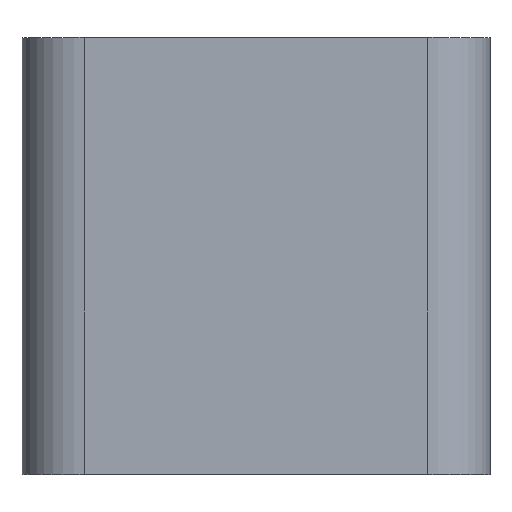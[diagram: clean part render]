
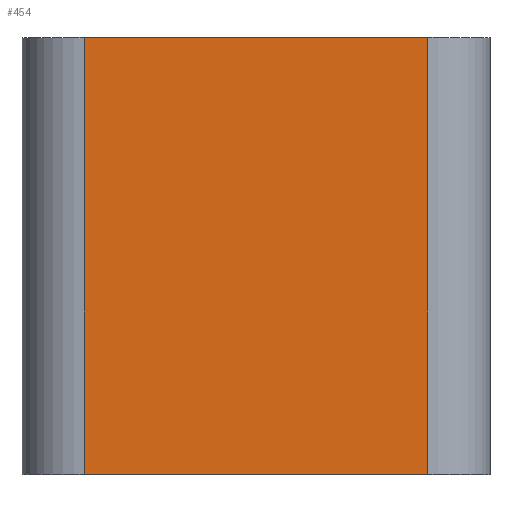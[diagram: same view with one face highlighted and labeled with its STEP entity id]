
A CAD part, top view. The second image highlights one B-rep face of the part: STEP entity #454.
In plain terms, the highlighted planar face has unit normal (0, 0, 1).
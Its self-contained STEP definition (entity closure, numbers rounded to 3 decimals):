
#248=CARTESIAN_POINT('Line Origine',(5.5,7.,3.75)) ;
#252=CARTESIAN_POINT('Vertex',(5.5,0.,3.75)) ;
#254=CARTESIAN_POINT('Vertex',(5.5,14.,3.75)) ;
#301=CARTESIAN_POINT('Vertex',(-5.5,0.,3.75)) ;
#304=CARTESIAN_POINT('Line Origine',(-5.5,7.,3.75)) ;
#308=CARTESIAN_POINT('Vertex',(-5.5,14.,3.75)) ;
#357=CARTESIAN_POINT('Line Origine',(0.,14.,3.75)) ;
#438=CARTESIAN_POINT('Axis2P3D Location',(5.5,0.,3.75)) ;
#443=CARTESIAN_POINT('Line Origine',(0.,0.,3.75)) ;
#249=DIRECTION('Vector Direction',(0.,1.,0.)) ;
#305=DIRECTION('Vector Direction',(0.,1.,0.)) ;
#358=DIRECTION('Vector Direction',(-1.,0.,0.)) ;
#439=DIRECTION('Axis2P3D Direction',(0.,0.,-1.)) ;
#440=DIRECTION('Axis2P3D XDirection',(-1.,0.,0.)) ;
#444=DIRECTION('Vector Direction',(-1.,0.,0.)) ;
#441=AXIS2_PLACEMENT_3D('Plane Axis2P3D',#438,#439,#440) ;
#449=ORIENTED_EDGE('',*,*,#310,.F.) ;
#450=ORIENTED_EDGE('',*,*,#447,.T.) ;
#451=ORIENTED_EDGE('',*,*,#256,.T.) ;
#452=ORIENTED_EDGE('',*,*,#361,.F.) ;
#250=VECTOR('Line Direction',#249,1.) ;
#306=VECTOR('Line Direction',#305,1.) ;
#359=VECTOR('Line Direction',#358,1.) ;
#445=VECTOR('Line Direction',#444,1.) ;
#454=ADVANCED_FACE('Corps principal',(#453),#442,.F.) ;
#256=EDGE_CURVE('',#253,#255,#251,.T.) ;
#310=EDGE_CURVE('',#302,#309,#307,.T.) ;
#361=EDGE_CURVE('',#309,#255,#360,.F.) ;
#447=EDGE_CURVE('',#302,#253,#446,.F.) ;
#448=EDGE_LOOP('',(#449,#450,#451,#452)) ;
#453=FACE_OUTER_BOUND('',#448,.T.) ;
#251=LINE('Line',#248,#250) ;
#307=LINE('Line',#304,#306) ;
#360=LINE('Line',#357,#359) ;
#446=LINE('Line',#443,#445) ;
#442=PLANE('Plane',#441) ;
#253=VERTEX_POINT('',#252) ;
#255=VERTEX_POINT('',#254) ;
#302=VERTEX_POINT('',#301) ;
#309=VERTEX_POINT('',#308) ;
